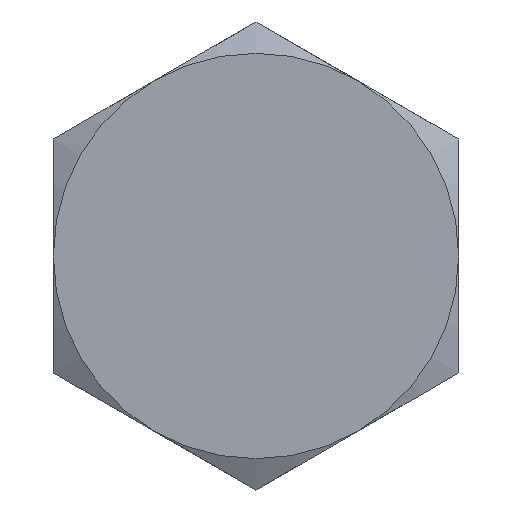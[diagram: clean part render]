
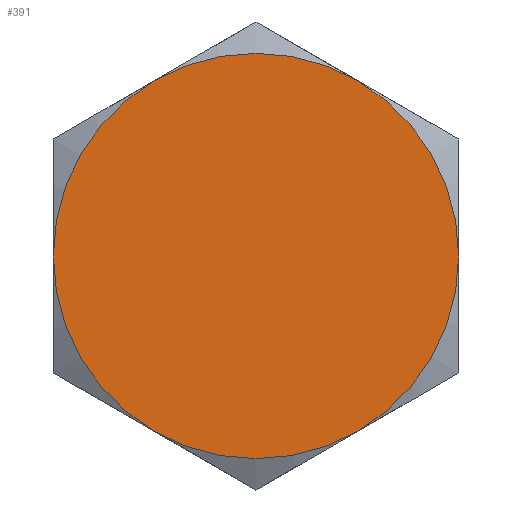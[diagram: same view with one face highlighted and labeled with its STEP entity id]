
A CAD part, front view. The second image highlights one B-rep face of the part: STEP entity #391.
In plain terms, the highlighted planar face has unit normal (0, -1, 0).
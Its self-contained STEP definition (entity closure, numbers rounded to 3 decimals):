
#35=PLANE('',#458);
#72=FACE_OUTER_BOUND('',#96,.T.);
#96=EDGE_LOOP('',(#357,#358));
#156=CIRCLE('',#437,3.);
#157=CIRCLE('',#438,3.);
#183=VERTEX_POINT('',#625);
#184=VERTEX_POINT('',#626);
#226=EDGE_CURVE('',#183,#184,#156,.T.);
#228=EDGE_CURVE('',#184,#183,#157,.T.);
#357=ORIENTED_EDGE('',*,*,#226,.F.);
#358=ORIENTED_EDGE('',*,*,#228,.F.);
#391=ADVANCED_FACE('',(#72),#35,.T.);
#437=AXIS2_PLACEMENT_3D('',#627,#514,#515);
#438=AXIS2_PLACEMENT_3D('',#629,#517,#518);
#458=AXIS2_PLACEMENT_3D('',#702,#572,#573);
#514=DIRECTION('center_axis',(0.,1.,0.));
#515=DIRECTION('ref_axis',(-1.,0.,0.));
#517=DIRECTION('center_axis',(0.,1.,0.));
#518=DIRECTION('ref_axis',(-1.,0.,0.));
#572=DIRECTION('center_axis',(0.,-1.,0.));
#573=DIRECTION('ref_axis',(0.,0.,-1.));
#625=CARTESIAN_POINT('',(-3.,0.,0.));
#626=CARTESIAN_POINT('',(3.,0.,0.));
#627=CARTESIAN_POINT('Origin',(0.,0.,0.));
#629=CARTESIAN_POINT('Origin',(0.,0.,0.));
#702=CARTESIAN_POINT('Origin',(-1.,0.,0.));
